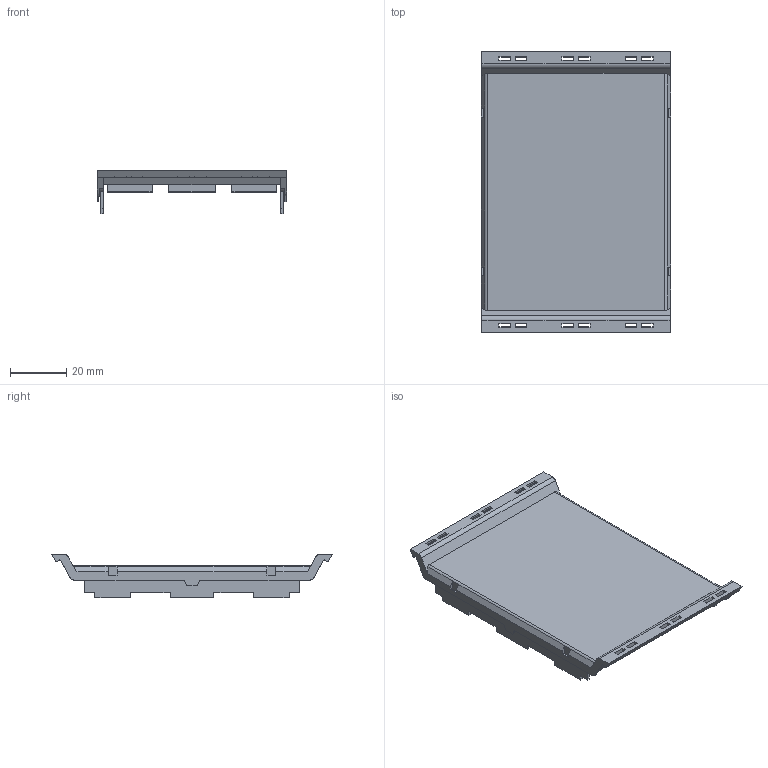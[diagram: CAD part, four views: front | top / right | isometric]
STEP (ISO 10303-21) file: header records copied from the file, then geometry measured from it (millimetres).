
FILE_DESCRIPTION(('CATIA V5 STEP Exchange','CAx-IF Rec.Pracs.--- Model Styling and Organization---1.4--- 2014-01-23'),'2;1');
FILE_NAME ('D1349834_1', '2018-11-23T07:02:57+00:00', ('none'), ('Weidmueller'), 'CATIA Version 5-6 Release 2016 SP3 HF44', 'CATIA V5 STEP AP214', 'none');
FILE_SCHEMA(('AUTOMOTIVE_DESIGN { 1 0 10303 214 1 1 1 1 }'));
Length unit declared in the file: millimetre
Products named in the file (1): 2653370000
Bounding box: 67.5 x 100 x 15.5 mm (x, y, z)
Volume: 10005.5 mm3; surface area: 18782 mm2
Topology: 1 solids, 1 shells, 286 faces, 1068 edges, 767 vertices
Faces by surface type: plane 227, cylinder 56, extrusion 3
Entity records: 11177 total; most frequent: CARTESIAN_POINT 2192, ORIENTED_EDGE 2136, DIRECTION 1365, EDGE_CURVE 1068, VECTOR 821, LINE 818, VERTEX_POINT 767, AXIS2_PLACEMENT_3D 377
